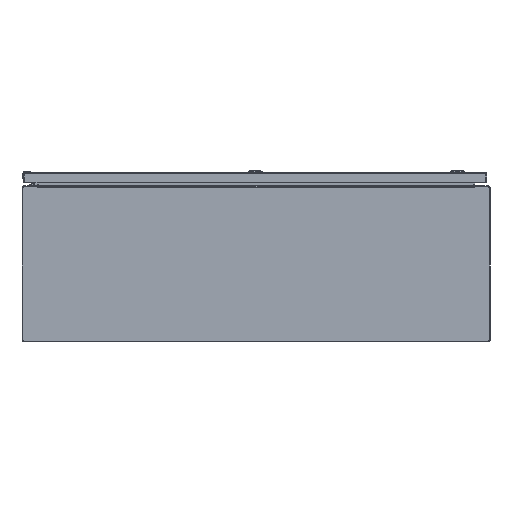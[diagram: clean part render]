
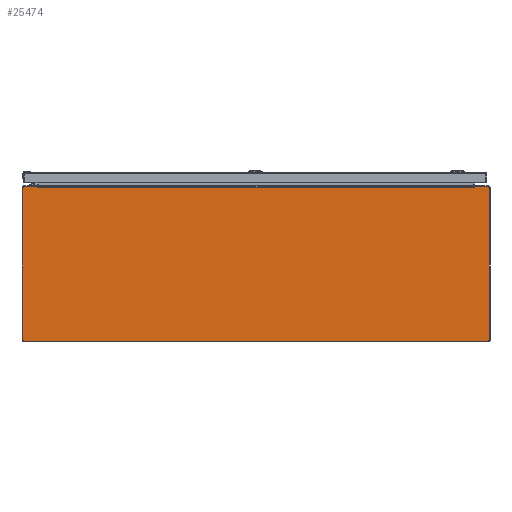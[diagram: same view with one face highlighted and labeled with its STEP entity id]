
A CAD part, front view. The second image highlights one B-rep face of the part: STEP entity #25474.
In plain terms, the highlighted planar face has unit normal (0, -1, 0).
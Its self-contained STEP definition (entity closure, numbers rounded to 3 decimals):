
#2098 = AXIS2_PLACEMENT_3D ( 'NONE', #57723, #108876, #147483 ) ;
#2963 = CARTESIAN_POINT ( 'NONE',  ( -17.937, -18., 0. ) ) ;
#3916 = AXIS2_PLACEMENT_3D ( 'NONE', #127932, #116975, #118631 ) ;
#5105 = LINE ( 'NONE', #54638, #110565 ) ;
#6539 = CIRCLE ( 'NONE', #73497, 0.08 ) ;
#7251 = VERTEX_POINT ( 'NONE', #26549 ) ;
#12795 = LINE ( 'NONE', #38773, #82222 ) ;
#14436 = EDGE_CURVE ( 'NONE', #85664, #149934, #43518, .T. ) ;
#14500 = VECTOR ( 'NONE', #70322, 39.37 ) ;
#15227 = CARTESIAN_POINT ( 'NONE',  ( -17.937, -18., 5.857 ) ) ;
#17202 = DIRECTION ( 'NONE',  ( 0., 0., -1. ) ) ;
#19399 = VECTOR ( 'NONE', #17202, 39.37 ) ;
#19930 = CARTESIAN_POINT ( 'NONE',  ( 17.857, -18., 5.857 ) ) ;
#20367 = EDGE_CURVE ( 'NONE', #113707, #7251, #83463, .T. ) ;
#20872 = VERTEX_POINT ( 'NONE', #73195 ) ;
#22369 = CARTESIAN_POINT ( 'NONE',  ( 0., -18., -5.937 ) ) ;
#23959 = ORIENTED_EDGE ( 'NONE', *, *, #156117, .T. ) ;
#25474 = ADVANCED_FACE ( 'NONE', ( #153946 ), #157250, .T. ) ;
#26549 = CARTESIAN_POINT ( 'NONE',  ( -16.798, -18., 5.855 ) ) ;
#29749 = VERTEX_POINT ( 'NONE', #15227 ) ;
#32991 = LINE ( 'NONE', #137002, #79330 ) ;
#34366 = DIRECTION ( 'NONE',  ( -1., 0., 0. ) ) ;
#38773 = CARTESIAN_POINT ( 'NONE',  ( 0., -18., 5.855 ) ) ;
#39038 = DIRECTION ( 'NONE',  ( 0., -1., 0. ) ) ;
#41410 = AXIS2_PLACEMENT_3D ( 'NONE', #76812, #39038, #165001 ) ;
#43518 = LINE ( 'NONE', #108069, #14500 ) ;
#43838 = EDGE_CURVE ( 'NONE', #62558, #20872, #76196, .T. ) ;
#45294 = DIRECTION ( 'NONE',  ( 0., 0., 1. ) ) ;
#45580 = CARTESIAN_POINT ( 'NONE',  ( 17.857, -18., 5.937 ) ) ;
#45936 = CARTESIAN_POINT ( 'NONE',  ( 16.798, -18., 5.855 ) ) ;
#47795 = VECTOR ( 'NONE', #45294, 39.37 ) ;
#48450 = EDGE_CURVE ( 'NONE', #88973, #113707, #71271, .T. ) ;
#50020 = ORIENTED_EDGE ( 'NONE', *, *, #48450, .T. ) ;
#50860 = ORIENTED_EDGE ( 'NONE', *, *, #108950, .T. ) ;
#54638 = CARTESIAN_POINT ( 'NONE',  ( 16.828, -18., 5.937 ) ) ;
#57723 = CARTESIAN_POINT ( 'NONE',  ( -17.857, -18., 5.857 ) ) ;
#58582 = CARTESIAN_POINT ( 'NONE',  ( -16.814, -18., 5.855 ) ) ;
#59501 = ORIENTED_EDGE ( 'NONE', *, *, #80805, .T. ) ;
#62360 = ORIENTED_EDGE ( 'NONE', *, *, #162704, .T. ) ;
#62558 = VERTEX_POINT ( 'NONE', #138853 ) ;
#69214 = LINE ( 'NONE', #2963, #19399 ) ;
#70322 = DIRECTION ( 'NONE',  ( -1., 0., 0. ) ) ;
#71271 = LINE ( 'NONE', #150168, #92693 ) ;
#73195 = CARTESIAN_POINT ( 'NONE',  ( 17.937, -18., -5.857 ) ) ;
#73295 = ORIENTED_EDGE ( 'NONE', *, *, #161853, .T. ) ;
#73372 = CARTESIAN_POINT ( 'NONE',  ( 17.937, -18., 5.857 ) ) ;
#73489 = ORIENTED_EDGE ( 'NONE', *, *, #96248, .T. ) ;
#73497 = AXIS2_PLACEMENT_3D ( 'NONE', #19930, #132381, #105536 ) ;
#74581 = VERTEX_POINT ( 'NONE', #124560 ) ;
#76064 = ORIENTED_EDGE ( 'NONE', *, *, #152228, .T. ) ;
#76196 = CIRCLE ( 'NONE', #81588, 0.08 ) ;
#76812 = CARTESIAN_POINT ( 'NONE',  ( -17.857, -18., -5.857 ) ) ;
#78401 = VERTEX_POINT ( 'NONE', #154043 ) ;
#79330 = VECTOR ( 'NONE', #147942, 39.37 ) ;
#79777 = EDGE_CURVE ( 'NONE', #149934, #29749, #141403, .T. ) ;
#80765 = CARTESIAN_POINT ( 'NONE',  ( 16.814, -18., 5.855 ) ) ;
#80805 = EDGE_CURVE ( 'NONE', #20872, #138604, #83020, .T. ) ;
#81588 = AXIS2_PLACEMENT_3D ( 'NONE', #94460, #96122, #118844 ) ;
#82222 = VECTOR ( 'NONE', #153741, 39.37 ) ;
#82714 = EDGE_LOOP ( 'NONE', ( #105022, #162919, #76064, #23959, #113700, #133133, #59501, #142388, #73295, #50860, #50020, #158723, #62360, #73489 ) ) ;
#83020 = LINE ( 'NONE', #156930, #47795 ) ;
#83463 = LINE ( 'NONE', #157378, #144983 ) ;
#85664 = VERTEX_POINT ( 'NONE', #123102 ) ;
#88973 = VERTEX_POINT ( 'NONE', #80765 ) ;
#92693 = VECTOR ( 'NONE', #34366, 39.37 ) ;
#94460 = CARTESIAN_POINT ( 'NONE',  ( 17.857, -18., -5.857 ) ) ;
#94778 = CARTESIAN_POINT ( 'NONE',  ( -17.857, -18., -5.937 ) ) ;
#95029 = CIRCLE ( 'NONE', #41410, 0.08 ) ;
#95111 = VERTEX_POINT ( 'NONE', #94778 ) ;
#95451 = EDGE_CURVE ( 'NONE', #138604, #112148, #6539, .T. ) ;
#96122 = DIRECTION ( 'NONE',  ( 0., -1., 0. ) ) ;
#96248 = EDGE_CURVE ( 'NONE', #78401, #85664, #134909, .T. ) ;
#105022 = ORIENTED_EDGE ( 'NONE', *, *, #14436, .T. ) ;
#105536 = DIRECTION ( 'NONE',  ( 0., 0., -1. ) ) ;
#105767 = DIRECTION ( 'NONE',  ( -0.174, 0., -0.985 ) ) ;
#108069 = CARTESIAN_POINT ( 'NONE',  ( 0., -18., 5.937 ) ) ;
#108876 = DIRECTION ( 'NONE',  ( 0., -1., 0. ) ) ;
#108950 = EDGE_CURVE ( 'NONE', #74581, #88973, #5105, .T. ) ;
#110565 = VECTOR ( 'NONE', #105767, 39.37 ) ;
#112148 = VERTEX_POINT ( 'NONE', #45580 ) ;
#113700 = ORIENTED_EDGE ( 'NONE', *, *, #156030, .T. ) ;
#113707 = VERTEX_POINT ( 'NONE', #45936 ) ;
#116975 = DIRECTION ( 'NONE',  ( 0., -1., 0. ) ) ;
#117229 = VERTEX_POINT ( 'NONE', #163217 ) ;
#118631 = DIRECTION ( 'NONE',  ( 0., 0., -1. ) ) ;
#118844 = DIRECTION ( 'NONE',  ( 0., 0., -1. ) ) ;
#121774 = VECTOR ( 'NONE', #150757, 39.37 ) ;
#121880 = VECTOR ( 'NONE', #134091, 39.37 ) ;
#123102 = CARTESIAN_POINT ( 'NONE',  ( -16.828, -18., 5.937 ) ) ;
#124560 = CARTESIAN_POINT ( 'NONE',  ( 16.828, -18., 5.937 ) ) ;
#127932 = CARTESIAN_POINT ( 'NONE',  ( 0., -18., 0. ) ) ;
#132381 = DIRECTION ( 'NONE',  ( 0., -1., 0. ) ) ;
#133133 = ORIENTED_EDGE ( 'NONE', *, *, #43838, .T. ) ;
#134091 = DIRECTION ( 'NONE',  ( -0.174, 0., 0.985 ) ) ;
#134909 = LINE ( 'NONE', #58582, #121880 ) ;
#137002 = CARTESIAN_POINT ( 'NONE',  ( 0., -18., 5.937 ) ) ;
#137316 = LINE ( 'NONE', #22369, #121774 ) ;
#138604 = VERTEX_POINT ( 'NONE', #73372 ) ;
#138853 = CARTESIAN_POINT ( 'NONE',  ( 17.857, -18., -5.937 ) ) ;
#141403 = CIRCLE ( 'NONE', #2098, 0.08 ) ;
#142388 = ORIENTED_EDGE ( 'NONE', *, *, #95451, .T. ) ;
#143946 = DIRECTION ( 'NONE',  ( -1., 0., 0. ) ) ;
#144983 = VECTOR ( 'NONE', #143946, 39.37 ) ;
#147483 = DIRECTION ( 'NONE',  ( 0., 0., -1. ) ) ;
#147942 = DIRECTION ( 'NONE',  ( -1., 0., 0. ) ) ;
#149934 = VERTEX_POINT ( 'NONE', #152395 ) ;
#150168 = CARTESIAN_POINT ( 'NONE',  ( 16.806, -18., 5.855 ) ) ;
#150757 = DIRECTION ( 'NONE',  ( 1., 0., 0. ) ) ;
#152228 = EDGE_CURVE ( 'NONE', #29749, #117229, #69214, .T. ) ;
#152395 = CARTESIAN_POINT ( 'NONE',  ( -17.857, -18., 5.937 ) ) ;
#153741 = DIRECTION ( 'NONE',  ( -1., 0., 0. ) ) ;
#153946 = FACE_OUTER_BOUND ( 'NONE', #82714, .T. ) ;
#154043 = CARTESIAN_POINT ( 'NONE',  ( -16.814, -18., 5.855 ) ) ;
#156030 = EDGE_CURVE ( 'NONE', #95111, #62558, #137316, .T. ) ;
#156117 = EDGE_CURVE ( 'NONE', #117229, #95111, #95029, .T. ) ;
#156930 = CARTESIAN_POINT ( 'NONE',  ( 17.937, -18., 0. ) ) ;
#157250 = PLANE ( 'NONE',  #3916 ) ;
#157378 = CARTESIAN_POINT ( 'NONE',  ( 0., -18., 5.855 ) ) ;
#158723 = ORIENTED_EDGE ( 'NONE', *, *, #20367, .T. ) ;
#161853 = EDGE_CURVE ( 'NONE', #112148, #74581, #32991, .T. ) ;
#162704 = EDGE_CURVE ( 'NONE', #7251, #78401, #12795, .T. ) ;
#162919 = ORIENTED_EDGE ( 'NONE', *, *, #79777, .T. ) ;
#163217 = CARTESIAN_POINT ( 'NONE',  ( -17.937, -18., -5.857 ) ) ;
#165001 = DIRECTION ( 'NONE',  ( 0., 0., -1. ) ) ;
